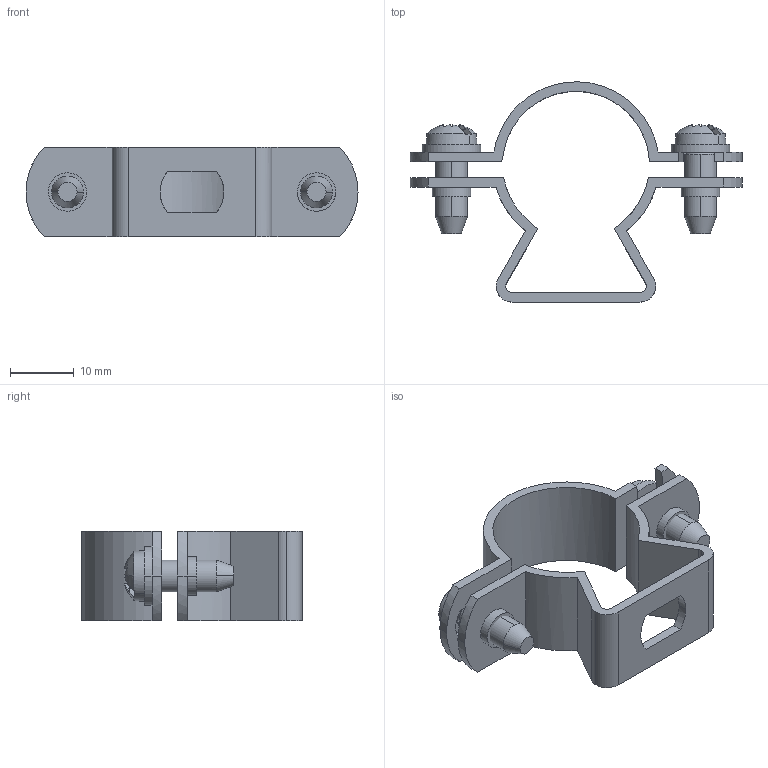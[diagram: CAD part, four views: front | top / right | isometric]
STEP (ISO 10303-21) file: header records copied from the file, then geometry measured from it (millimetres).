
FILE_DESCRIPTION(/* description */ (''),/* implementation_level */ '2;1');
FILE_NAME(/* name */ '5408056',/* time_stamp */ '2014-11-17T13:29:59+01:00',/* author */ (''),/* organization */ (''),/* preprocessor_version */ 'ST-DEVELOPER v15',/* originating_system */ '',/* authorisation */ '');
FILE_SCHEMA (('AUTOMOTIVE_DESIGN'));
Length unit declared in the file: millimetre
Products named in the file (2): Document; Block 01
Assembly tree (1 placements, depth 2):
  Document
    Block 01
Bounding box: 52 x 34.5 x 14 mm (x, y, z)
Volume: 3774.8 mm3; surface area: 5719.5 mm2
Topology: 6 solids, 6 shells, 233 faces, 634 edges, 417 vertices
Faces by surface type: bspline 136, plane 97
Entity records: 10664 total; most frequent: CARTESIAN_POINT 6889, ORIENTED_EDGE 1268, EDGE_CURVE 634, VERTEX_POINT 417, B_SPLINE_CURVE_WITH_KNOTS 370, EDGE_LOOP 249, ADVANCED_FACE 233, FACE_OUTER_BOUND 233
